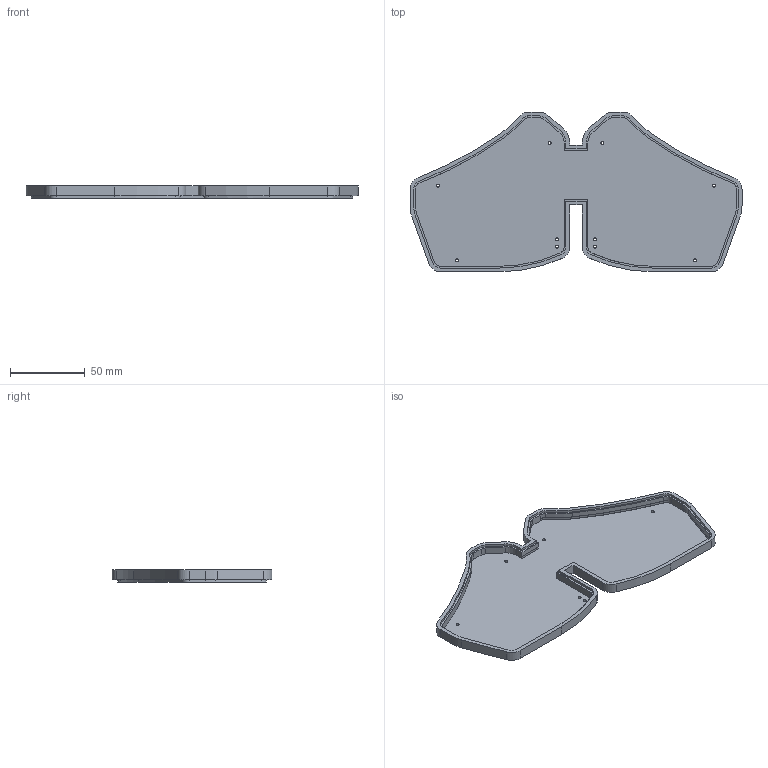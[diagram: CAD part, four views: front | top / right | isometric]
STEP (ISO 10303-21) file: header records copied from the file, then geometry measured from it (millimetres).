
FILE_DESCRIPTION(/* description */ (''),/* implementation_level */ '2;1');
FILE_NAME(/* name */ 'CheapisMergedBottomplates.step',/* time_stamp */ '2023-05-09T17:02:07-07:00',/* author */ (''),/* organization */ (''),/* preprocessor_version */ 'ST-DEVELOPER v19.2',/* originating_system */ 'Autodesk Translation Framework v12.4.0.73',/* authorisation */ '');
FILE_SCHEMA (('AUTOMOTIVE_DESIGN { 1 0 10303 214 3 1 1 }'));
Length unit declared in the file: millimetre
Products named in the file (1): CheapisMergedBottomplates
Bounding box: 222.21 x 106.9 x 8.1 mm (x, y, z)
Volume: 38868.4 mm3; surface area: 45186.8 mm2
Topology: 2 solids, 2 shells, 198 faces, 591 edges, 398 vertices
Faces by surface type: cylinder 102, plane 96
Full cylindrical faces by diameter (mm): 2 x10
Entity records: 6821 total; most frequent: DIRECTION 1203, CARTESIAN_POINT 1188, ORIENTED_EDGE 1182, EDGE_CURVE 591, AXIS2_PLACEMENT_3D 413, VERTEX_POINT 398, LINE 377, VECTOR 377
